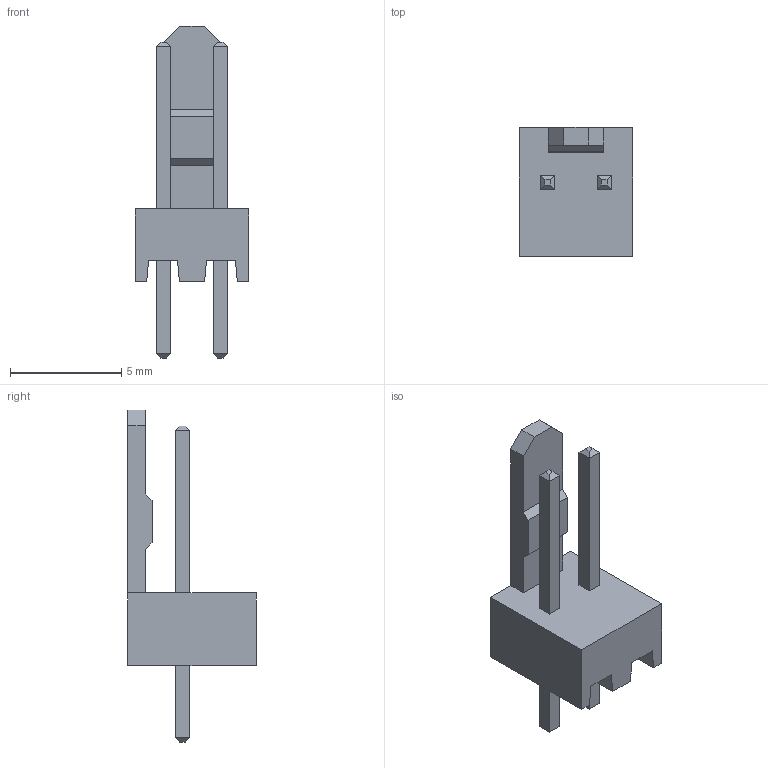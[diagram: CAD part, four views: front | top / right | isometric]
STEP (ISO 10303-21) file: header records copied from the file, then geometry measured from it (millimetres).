
FILE_DESCRIPTION (( 'STEP AP203' ), '1' );
FILE_NAME ('molex_1x2_2_54.step_Default_sldprt.STEP', '2020-12-09T15:01:43', ( '' ), ( '' ), 'SwSTEP 2.0', 'SolidWorks 2020', '' );
FILE_SCHEMA (( 'CONFIG_CONTROL_DESIGN' ));
Length unit declared in the file: millimetre
Products named in the file (1): molex_1x2_2_54.step_Default_sldprt
Bounding box: 5.08 x 5.79 x 14.92 mm (x, y, z)
Volume: 108.3 mm3; surface area: 284.4 mm2
Topology: 3 solids, 3 shells, 60 faces, 146 edges, 92 vertices
Faces by surface type: plane 60
Entity records: 1929 total; most frequent: CARTESIAN_POINT 737, ORIENTED_EDGE 292, B_SPLINE_CURVE_WITH_KNOTS 146, EDGE_CURVE 146, DIRECTION 122, VERTEX_POINT 92, EDGE_LOOP 64, AXIS2_PLACEMENT_3D 61
